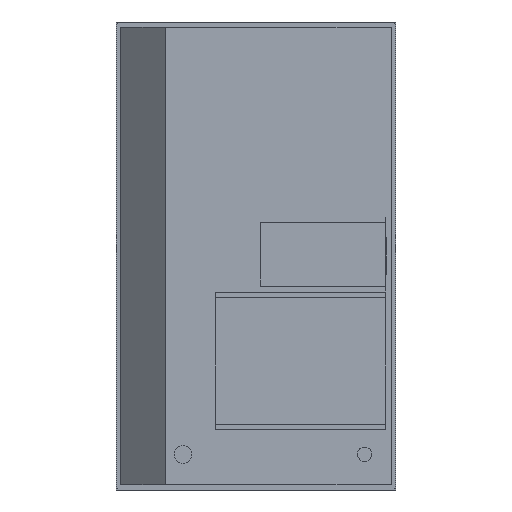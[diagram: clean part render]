
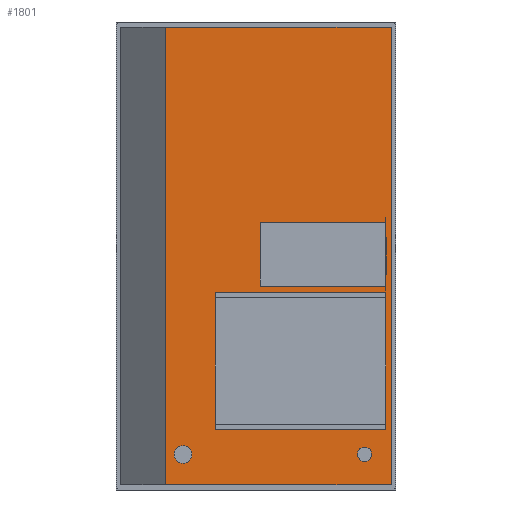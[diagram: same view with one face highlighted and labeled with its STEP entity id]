
A CAD part, front view. The second image highlights one B-rep face of the part: STEP entity #1801.
In plain terms, the highlighted planar face has unit normal (0, -1, 0).
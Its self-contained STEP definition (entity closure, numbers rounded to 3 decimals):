
#24=FACE_BOUND('',#228,.T.);
#25=FACE_BOUND('',#229,.T.);
#26=FACE_BOUND('',#230,.T.);
#27=FACE_BOUND('',#231,.T.);
#124=FACE_OUTER_BOUND('',#227,.T.);
#227=EDGE_LOOP('',(#1565,#1566,#1567,#1568));
#228=EDGE_LOOP('',(#1569,#1570,#1571,#1572,#1573,#1574,#1575,#1576));
#229=EDGE_LOOP('',(#1577,#1578));
#230=EDGE_LOOP('',(#1579,#1580));
#231=EDGE_LOOP('',(#1581,#1582,#1583,#1584));
#336=LINE('',#2682,#555);
#340=LINE('',#2690,#559);
#345=LINE('',#2700,#564);
#348=LINE('',#2706,#567);
#351=LINE('',#2712,#570);
#353=LINE('',#2715,#572);
#368=LINE('',#2747,#587);
#370=LINE('',#2750,#589);
#374=LINE('',#2778,#593);
#394=LINE('',#2817,#613);
#395=LINE('',#2819,#614);
#396=LINE('',#2821,#615);
#444=LINE('',#2921,#663);
#446=LINE('',#2925,#665);
#447=LINE('',#2927,#666);
#448=LINE('',#2928,#667);
#555=VECTOR('',#2192,10.);
#559=VECTOR('',#2198,10.);
#564=VECTOR('',#2205,10.);
#567=VECTOR('',#2210,10.);
#570=VECTOR('',#2215,10.);
#572=VECTOR('',#2219,10.);
#587=VECTOR('',#2248,10.);
#589=VECTOR('',#2252,10.);
#593=VECTOR('',#2282,10.);
#613=VECTOR('',#2314,10.);
#614=VECTOR('',#2317,10.);
#615=VECTOR('',#2320,10.);
#663=VECTOR('',#2404,10.);
#665=VECTOR('',#2408,10.);
#666=VECTOR('',#2409,10.);
#667=VECTOR('',#2410,10.);
#702=CIRCLE('',#1915,25.);
#703=CIRCLE('',#1916,25.);
#706=CIRCLE('',#1921,20.);
#707=CIRCLE('',#1922,20.);
#786=VERTEX_POINT('',#2678);
#788=VERTEX_POINT('',#2681);
#791=VERTEX_POINT('',#2689);
#793=VERTEX_POINT('',#2694);
#795=VERTEX_POINT('',#2698);
#797=VERTEX_POINT('',#2704);
#799=VERTEX_POINT('',#2710);
#809=VERTEX_POINT('',#2746);
#812=VERTEX_POINT('',#2756);
#813=VERTEX_POINT('',#2758);
#816=VERTEX_POINT('',#2767);
#817=VERTEX_POINT('',#2769);
#818=VERTEX_POINT('',#2774);
#820=VERTEX_POINT('',#2777);
#832=VERTEX_POINT('',#2813);
#833=VERTEX_POINT('',#2815);
#866=VERTEX_POINT('',#2918);
#867=VERTEX_POINT('',#2920);
#868=VERTEX_POINT('',#2924);
#869=VERTEX_POINT('',#2926);
#992=EDGE_CURVE('',#786,#788,#336,.T.);
#996=EDGE_CURVE('',#791,#788,#340,.T.);
#1001=EDGE_CURVE('',#793,#795,#345,.T.);
#1004=EDGE_CURVE('',#795,#797,#348,.T.);
#1007=EDGE_CURVE('',#797,#799,#351,.T.);
#1009=EDGE_CURVE('',#786,#793,#353,.T.);
#1024=EDGE_CURVE('',#809,#791,#368,.T.);
#1026=EDGE_CURVE('',#799,#809,#370,.T.);
#1030=EDGE_CURVE('',#813,#812,#702,.T.);
#1031=EDGE_CURVE('',#812,#813,#703,.T.);
#1035=EDGE_CURVE('',#817,#816,#706,.T.);
#1036=EDGE_CURVE('',#816,#817,#707,.T.);
#1038=EDGE_CURVE('',#820,#818,#374,.T.);
#1058=EDGE_CURVE('',#832,#833,#394,.T.);
#1059=EDGE_CURVE('',#818,#832,#395,.T.);
#1060=EDGE_CURVE('',#833,#820,#396,.T.);
#1108=EDGE_CURVE('',#866,#867,#444,.T.);
#1110=EDGE_CURVE('',#868,#866,#446,.T.);
#1111=EDGE_CURVE('',#868,#869,#447,.T.);
#1112=EDGE_CURVE('',#867,#869,#448,.T.);
#1565=ORIENTED_EDGE('',*,*,#1108,.F.);
#1566=ORIENTED_EDGE('',*,*,#1110,.F.);
#1567=ORIENTED_EDGE('',*,*,#1111,.T.);
#1568=ORIENTED_EDGE('',*,*,#1112,.F.);
#1569=ORIENTED_EDGE('',*,*,#1024,.T.);
#1570=ORIENTED_EDGE('',*,*,#996,.T.);
#1571=ORIENTED_EDGE('',*,*,#992,.F.);
#1572=ORIENTED_EDGE('',*,*,#1009,.T.);
#1573=ORIENTED_EDGE('',*,*,#1001,.T.);
#1574=ORIENTED_EDGE('',*,*,#1004,.T.);
#1575=ORIENTED_EDGE('',*,*,#1007,.T.);
#1576=ORIENTED_EDGE('',*,*,#1026,.T.);
#1577=ORIENTED_EDGE('',*,*,#1030,.T.);
#1578=ORIENTED_EDGE('',*,*,#1031,.T.);
#1579=ORIENTED_EDGE('',*,*,#1035,.T.);
#1580=ORIENTED_EDGE('',*,*,#1036,.T.);
#1581=ORIENTED_EDGE('',*,*,#1058,.T.);
#1582=ORIENTED_EDGE('',*,*,#1060,.T.);
#1583=ORIENTED_EDGE('',*,*,#1038,.T.);
#1584=ORIENTED_EDGE('',*,*,#1059,.T.);
#1703=PLANE('',#1951);
#1801=ADVANCED_FACE('',(#124,#24,#25,#26,#27),#1703,.T.);
#1915=AXIS2_PLACEMENT_3D('',#2759,#2260,#2261);
#1916=AXIS2_PLACEMENT_3D('',#2760,#2262,#2263);
#1921=AXIS2_PLACEMENT_3D('',#2770,#2273,#2274);
#1922=AXIS2_PLACEMENT_3D('',#2771,#2275,#2276);
#1951=AXIS2_PLACEMENT_3D('',#2923,#2406,#2407);
#2192=DIRECTION('',(1.,0.,0.));
#2198=DIRECTION('',(0.,0.,1.));
#2205=DIRECTION('',(1.,0.,0.));
#2210=DIRECTION('',(0.,0.,1.));
#2215=DIRECTION('',(1.,0.,0.));
#2219=DIRECTION('',(0.,0.,1.));
#2248=DIRECTION('',(-1.,0.,0.));
#2252=DIRECTION('',(0.,0.,-1.));
#2260=DIRECTION('center_axis',(0.,1.,0.));
#2261=DIRECTION('ref_axis',(1.,0.,0.));
#2262=DIRECTION('center_axis',(0.,1.,0.));
#2263=DIRECTION('ref_axis',(1.,0.,0.));
#2273=DIRECTION('center_axis',(0.,1.,0.));
#2274=DIRECTION('ref_axis',(1.,0.,0.));
#2275=DIRECTION('center_axis',(0.,1.,0.));
#2276=DIRECTION('ref_axis',(1.,0.,0.));
#2282=DIRECTION('',(1.,0.,0.));
#2314=DIRECTION('',(-1.,0.,0.));
#2317=DIRECTION('',(0.,0.,-1.));
#2320=DIRECTION('',(0.,0.,1.));
#2404=DIRECTION('',(0.,0.,1.));
#2406=DIRECTION('center_axis',(0.,-1.,0.));
#2407=DIRECTION('ref_axis',(1.,0.,0.));
#2408=DIRECTION('',(-1.,0.,0.));
#2409=DIRECTION('',(0.,0.,1.));
#2410=DIRECTION('',(1.,0.,0.));
#2678=CARTESIAN_POINT('',(12.,0.,-84.5));
#2681=CARTESIAN_POINT('',(364.,0.,-84.5));
#2682=CARTESIAN_POINT('',(12.,0.,-84.5));
#2689=CARTESIAN_POINT('',(364.,0.,-97.5));
#2690=CARTESIAN_POINT('',(364.,0.,642.5));
#2694=CARTESIAN_POINT('',(12.,0.,94.5));
#2698=CARTESIAN_POINT('',(364.,0.,94.5));
#2700=CARTESIAN_POINT('',(12.,0.,94.5));
#2704=CARTESIAN_POINT('',(364.,0.,107.5));
#2706=CARTESIAN_POINT('',(364.,0.,107.5));
#2710=CARTESIAN_POINT('',(365.,0.,107.5));
#2712=CARTESIAN_POINT('',(55.,0.,107.5));
#2715=CARTESIAN_POINT('',(12.,0.,2.5));
#2746=CARTESIAN_POINT('',(365.,0.,-97.5));
#2747=CARTESIAN_POINT('',(55.,0.,-97.5));
#2750=CARTESIAN_POINT('',(365.,0.,2.5));
#2756=CARTESIAN_POINT('',(-230.,0.,-557.5));
#2758=CARTESIAN_POINT('',(-180.,0.,-557.5));
#2759=CARTESIAN_POINT('Origin',(-205.,0.,-557.5));
#2760=CARTESIAN_POINT('Origin',(-205.,0.,-557.5));
#2767=CARTESIAN_POINT('',(285.,0.,-557.5));
#2769=CARTESIAN_POINT('',(325.,0.,-557.5));
#2770=CARTESIAN_POINT('Origin',(305.,0.,-557.5));
#2771=CARTESIAN_POINT('Origin',(305.,0.,-557.5));
#2774=CARTESIAN_POINT('',(365.,0.,-102.5));
#2777=CARTESIAN_POINT('',(-115.,0.,-102.5));
#2778=CARTESIAN_POINT('',(55.,0.,-102.5));
#2813=CARTESIAN_POINT('',(365.,0.,-487.5));
#2815=CARTESIAN_POINT('',(-115.,0.,-487.5));
#2817=CARTESIAN_POINT('',(55.,0.,-487.5));
#2819=CARTESIAN_POINT('',(365.,0.,-147.5));
#2821=CARTESIAN_POINT('',(-115.,0.,-147.5));
#2918=CARTESIAN_POINT('',(-255.,0.,-642.5));
#2920=CARTESIAN_POINT('',(-255.,0.,642.5));
#2921=CARTESIAN_POINT('',(-255.,0.,0.));
#2923=CARTESIAN_POINT('Origin',(-255.,0.,0.));
#2924=CARTESIAN_POINT('',(380.,0.,-642.5));
#2925=CARTESIAN_POINT('',(-255.,0.,-642.5));
#2926=CARTESIAN_POINT('',(380.,0.,642.5));
#2927=CARTESIAN_POINT('',(380.,0.,0.));
#2928=CARTESIAN_POINT('',(-255.,0.,642.5));
